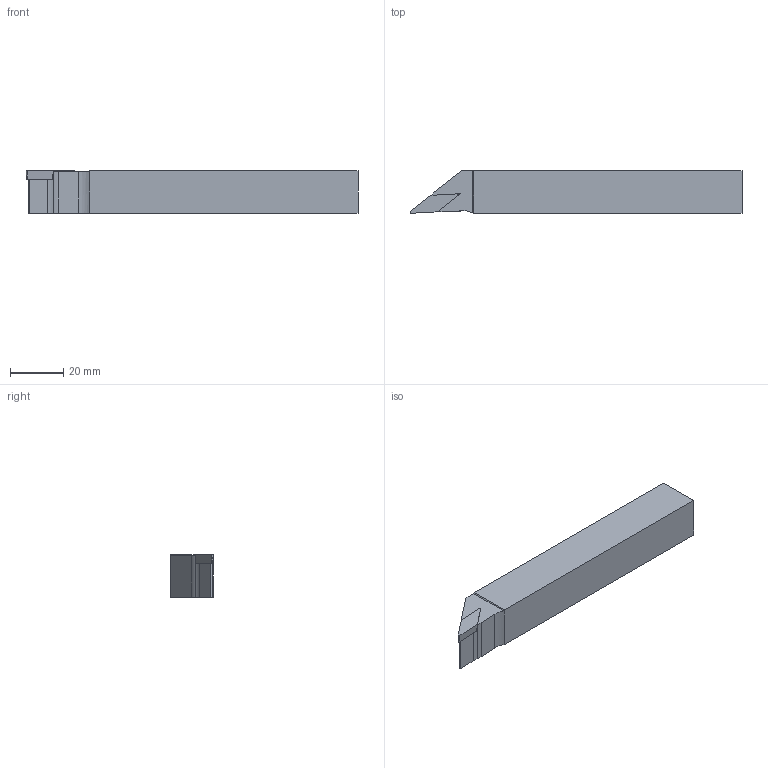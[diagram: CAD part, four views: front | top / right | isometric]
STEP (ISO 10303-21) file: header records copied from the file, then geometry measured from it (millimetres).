
FILE_DESCRIPTION(/* description */ (''),/* implementation_level */ '2;1');
FILE_NAME(/* name */ 'SVJBR-1616-K11-S.stp',/* time_stamp */ '2023-10-10T19:11:37+03:00',/* author */ (''),/* organization */ (''),/* preprocessor_version */ 'ST-DEVELOPER v19.4',/* originating_system */ 'SIEMENS PLM Software NX2306.3001',/* authorisation */ '');
FILE_SCHEMA (('AUTOMOTIVE_DESIGN { 1 0 10303 214 3 1 1 1 }'));
Length unit declared in the file: millimetre
Products named in the file (1): model1
Bounding box: 125 x 16 x 16 mm (x, y, z)
Volume: 29262 mm3; surface area: 8227.2 mm2
Topology: 2 solids, 2 shells, 28 faces, 71 edges, 47 vertices
Faces by surface type: plane 20, cylinder 6, cone 2
Entity records: 934 total; most frequent: DIRECTION 150, CARTESIAN_POINT 147, ORIENTED_EDGE 142, EDGE_CURVE 71, LINE 50, VECTOR 50, AXIS2_PLACEMENT_3D 50, VERTEX_POINT 47
